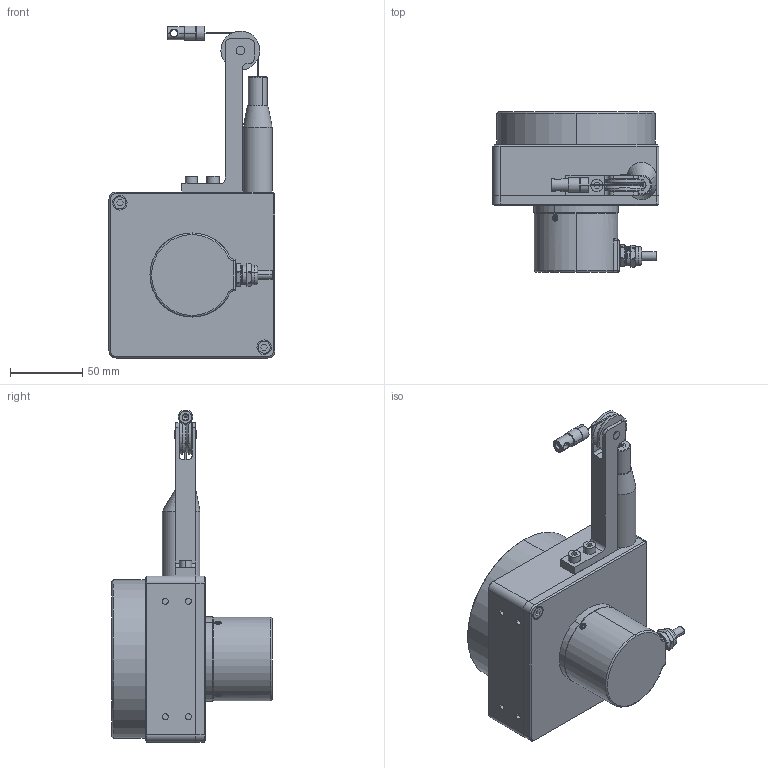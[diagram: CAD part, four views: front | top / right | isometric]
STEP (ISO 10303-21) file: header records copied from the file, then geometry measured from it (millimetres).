
FILE_DESCRIPTION(('CATIA V5 STEP Exchange'),'2;1');
FILE_NAME('FLTF116D-ASM-ESG58.stp','2026-02-13T02:43:24+00:00',('none'),('none'),'CATIA Version 5 Release 21 GA (IN-10)','CATIA V5 STEP AP203','none');
FILE_SCHEMA(('CONFIG_CONTROL_DESIGN'));
Length unit declared in the file: millimetre
Products named in the file (5): FLTF116D_ASM_JDCA58; FLTF116_COMPONENTS; FLTF116D_JDCA58_ACCESSORIES; LTF63_DXZ; LTF80-LT-ASM
Assembly tree (29 placements, depth 3):
  FLTF116D_ASM_JDCA58
    FLTF116_COMPONENTS
      #66
    FLTF116D_JDCA58_ACCESSORIES
      #14615  x4
      #15061  x4
      #15537  x3
      #16028
      #16321
      #16956
    #17174
    #17942
    #18623
    #21079
    LTF63_DXZ
      #21493
      #21829
    #22344
    #23432
    LTF80-LT-ASM
      #23544
      #24948
Bounding box: 115 x 111 x 230 mm (x, y, z)
Volume: 818752.4 mm3; surface area: 144378.5 mm2
Topology: 24 solids, 34 shells, 868 faces, 2189 edges, 1434 vertices
Faces by surface type: cylinder 330, plane 265, bspline 165, cone 72, torus 34, sphere 2
Entity records: 24883 total; most frequent: CARTESIAN_POINT 8851, ORIENTED_EDGE 3592, DIRECTION 2311, EDGE_CURVE 1915, VERTEX_POINT 1258, AXIS2_PLACEMENT_3D 1184, EDGE_LOOP 871, ADVANCED_FACE 740
